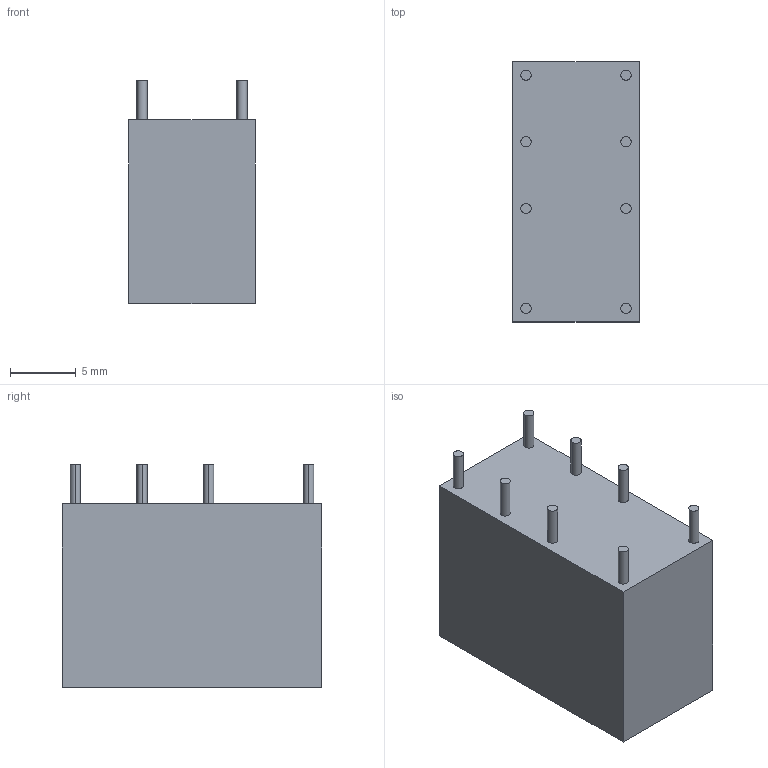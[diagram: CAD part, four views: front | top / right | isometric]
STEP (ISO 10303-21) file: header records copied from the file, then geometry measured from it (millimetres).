
FILE_DESCRIPTION (( 'STEP AP214' ), '1' );
FILE_NAME ('錨璃5V樟萇ん.STEP', '2012-05-26T07:33:09', ( '' ), ( '' ), 'SwSTEP 2.0', 'SolidWorks 2012', '' );
FILE_SCHEMA (( 'AUTOMOTIVE_DESIGN' ));
Length unit declared in the file: millimetre
Products named in the file (1): 錨璃5V樟萇ん
Bounding box: 9.65 x 19.81 x 17 mm (x, y, z)
Volume: 2688.6 mm3; surface area: 1266.3 mm2
Topology: 1 solids, 1 shells, 35 faces, 150 edges, 130 vertices
Faces by surface type: plane 19, cylinder 16
Entity records: 2201 total; most frequent: CARTESIAN_POINT 832, ORIENTED_EDGE 300, DIRECTION 213, EDGE_CURVE 150, VERTEX_POINT 130, VECTOR 77, LINE 77, AXIS2_PLACEMENT_3D 68
